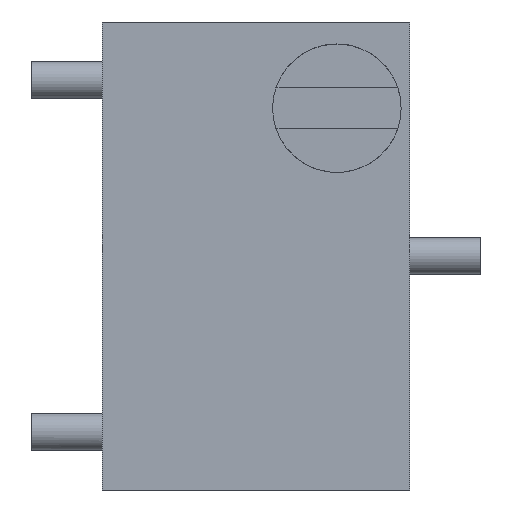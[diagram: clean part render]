
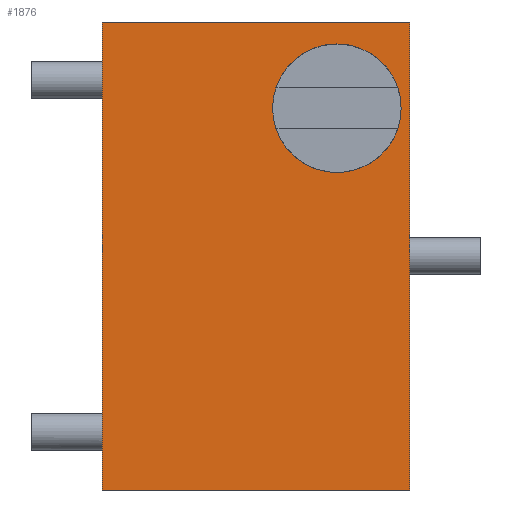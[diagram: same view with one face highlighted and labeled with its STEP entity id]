
A CAD part, left-side view. The second image highlights one B-rep face of the part: STEP entity #1876.
In plain terms, the highlighted planar face has unit normal (-1, 0, 0).
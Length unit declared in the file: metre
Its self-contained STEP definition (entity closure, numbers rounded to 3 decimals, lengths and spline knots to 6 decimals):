
#84=LINE('',#2934,#293);
#85=LINE('',#2937,#294);
#86=LINE('',#2939,#295);
#87=LINE('',#2941,#296);
#293=VECTOR('',#2412,1.);
#294=VECTOR('',#2413,1.);
#295=VECTOR('',#2414,1.);
#296=VECTOR('',#2415,1.);
#570=ORIENTED_EDGE('',*,*,#1053,.F.);
#571=ORIENTED_EDGE('',*,*,#1054,.T.);
#572=ORIENTED_EDGE('',*,*,#1055,.F.);
#573=ORIENTED_EDGE('',*,*,#1056,.F.);
#574=ORIENTED_EDGE('',*,*,#1057,.T.);
#1053=EDGE_CURVE('',#1293,#1293,#1432,.T.);
#1054=EDGE_CURVE('',#1294,#1295,#84,.T.);
#1055=EDGE_CURVE('',#1296,#1295,#85,.T.);
#1056=EDGE_CURVE('',#1297,#1296,#86,.T.);
#1057=EDGE_CURVE('',#1297,#1294,#87,.T.);
#1293=VERTEX_POINT('',#2932);
#1294=VERTEX_POINT('',#2935);
#1295=VERTEX_POINT('',#2936);
#1296=VERTEX_POINT('',#2938);
#1297=VERTEX_POINT('',#2940);
#1432=CIRCLE('',#2162,0.000927);
#1497=EDGE_LOOP('',(#570));
#1498=EDGE_LOOP('',(#571,#572,#573,#574));
#1634=FACE_BOUND('',#1497,.T.);
#1635=FACE_BOUND('',#1498,.T.);
#1765=PLANE('',#2163);
#1876=ADVANCED_FACE('',(#1634,#1635),#1765,.T.);
#2162=AXIS2_PLACEMENT_3D('',#2931,#2408,#2409);
#2163=AXIS2_PLACEMENT_3D('',#2933,#2410,#2411);
#2408=DIRECTION('',(-1.,0.,0.));
#2409=DIRECTION('',(0.,1.,0.));
#2410=DIRECTION('',(-1.,0.,0.));
#2411=DIRECTION('',(0.,0.,1.));
#2412=DIRECTION('',(0.,1.,0.));
#2413=DIRECTION('',(0.,0.,1.));
#2414=DIRECTION('',(0.,1.,0.));
#2415=DIRECTION('',(0.,0.,1.));
#2931=CARTESIAN_POINT('',(-0.006147,0.001054,-0.00066));
#2932=CARTESIAN_POINT('',(-0.006147,0.001981,-0.00066));
#2933=CARTESIAN_POINT('',(-0.006147,0.,-0.006172));
#2934=CARTESIAN_POINT('',(-0.006147,0.,0.000584));
#2935=CARTESIAN_POINT('',(-0.006147,0.,0.000584));
#2936=CARTESIAN_POINT('',(-0.006147,0.004445,0.000584));
#2937=CARTESIAN_POINT('',(-0.006147,0.004445,-0.006172));
#2938=CARTESIAN_POINT('',(-0.006147,0.004445,-0.006172));
#2939=CARTESIAN_POINT('',(-0.006147,0.,-0.006172));
#2940=CARTESIAN_POINT('',(-0.006147,0.,-0.006172));
#2941=CARTESIAN_POINT('',(-0.006147,0.,-0.006172));
